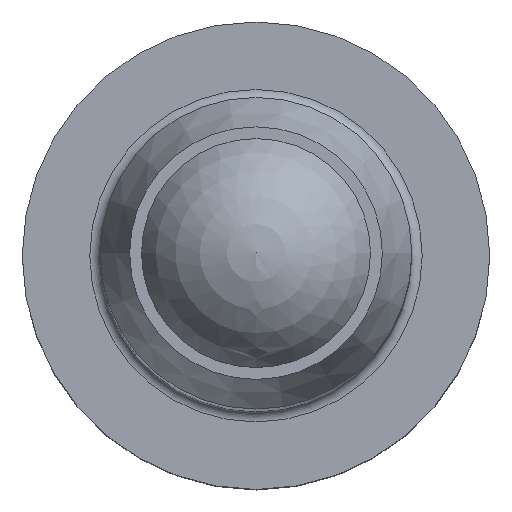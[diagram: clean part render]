
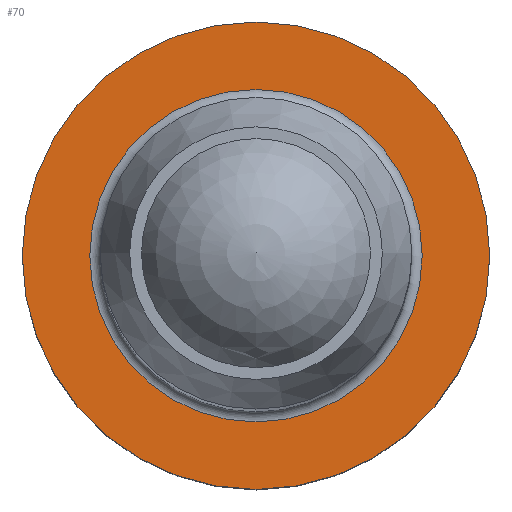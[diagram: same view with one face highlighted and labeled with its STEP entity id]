
A CAD part, top view. The second image highlights one B-rep face of the part: STEP entity #70.
In plain terms, the highlighted planar face has unit normal (0, 0, 1).
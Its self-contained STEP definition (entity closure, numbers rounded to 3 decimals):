
#70 = ADVANCED_FACE( '', ( #148, #149 ), #150, .F. );
#148 = FACE_BOUND( '', #231, .T. );
#149 = FACE_OUTER_BOUND( '', #232, .T. );
#150 = PLANE( '', #233 );
#231 = EDGE_LOOP( '', ( #359 ) );
#232 = EDGE_LOOP( '', ( #360 ) );
#233 = AXIS2_PLACEMENT_3D( '', #361, #362, #363 );
#359 = ORIENTED_EDGE( '', *, *, #476, .T. );
#360 = ORIENTED_EDGE( '', *, *, #444, .F. );
#361 = CARTESIAN_POINT( '', ( 0., 0., 0. ) );
#362 = DIRECTION( '', ( 0., 0., -1. ) );
#363 = DIRECTION( '', ( -1., 0., 0. ) );
#444 = EDGE_CURVE( '', #515, #515, #516, .T. );
#476 = EDGE_CURVE( '', #562, #562, #563, .T. );
#515 = VERTEX_POINT( '', #608 );
#516 = CIRCLE( '', #609, 18. );
#562 = VERTEX_POINT( '', #669 );
#563 = CIRCLE( '', #670, 12.8 );
#608 = CARTESIAN_POINT( '', ( 18., 0., 0. ) );
#609 = AXIS2_PLACEMENT_3D( '', #703, #704, #705 );
#669 = CARTESIAN_POINT( '', ( -12.8, 0., 0. ) );
#670 = AXIS2_PLACEMENT_3D( '', #741, #742, #743 );
#703 = CARTESIAN_POINT( '', ( 0., 0., 0. ) );
#704 = DIRECTION( '', ( 0., 0., -1. ) );
#705 = DIRECTION( '', ( 1., 0., 0. ) );
#741 = CARTESIAN_POINT( '', ( 0., 0., 0. ) );
#742 = DIRECTION( '', ( 0., 0., -1. ) );
#743 = DIRECTION( '', ( -1., 0., 0. ) );
